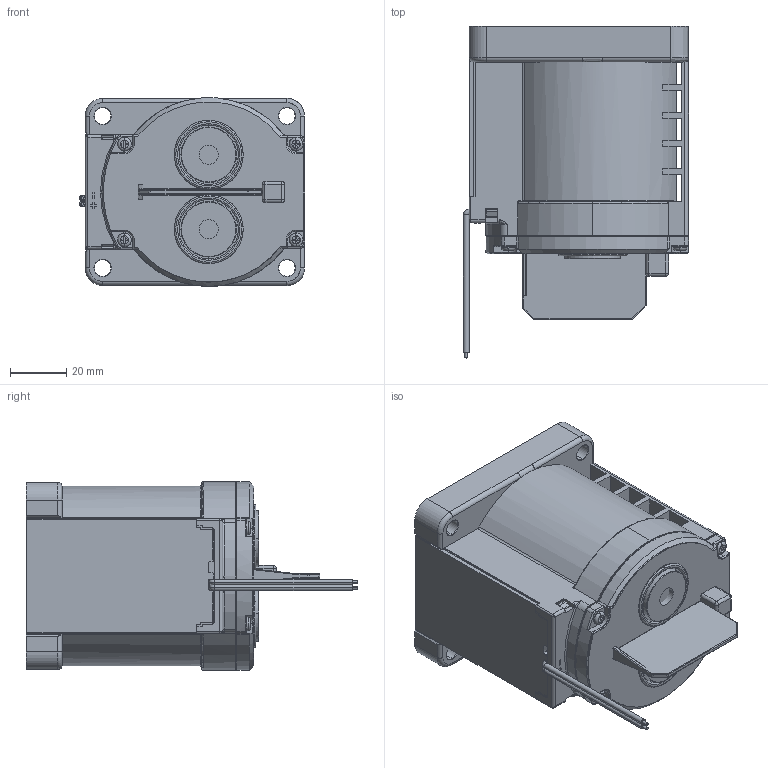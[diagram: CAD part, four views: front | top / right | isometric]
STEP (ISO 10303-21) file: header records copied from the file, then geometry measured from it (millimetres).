
FILE_DESCRIPTION((''),'2;1');
FILE_NAME('5-EVD600E1--0001_ASM','2024-04-13T14:37:09',('Fiona.Li'),(''),'CREO PARAMETRIC BY PTC INC, 2021063','CREO PARAMETRIC BY PTC INC, 2021063','');
FILE_SCHEMA(('CONFIG_CONTROL_DESIGN'));
Length unit declared in the file: millimetre
Products named in the file (2): _5-EVD600E1--0001; 5-EVD600E1--0001_ASM
Assembly tree (1 placements, depth 2):
  5-EVD600E1--0001_ASM
    _5-EVD600E1--0001
Bounding box: 80.1 x 118.1 x 67.2 mm (x, y, z)
Volume: 1037.1 mm3; surface area: 55418.9 mm2
Topology: 1 solids, 15 shells, 541 faces, 1937 edges, 1338 vertices
Faces by surface type: plane 267, cylinder 181, torus 45, cone 24, bspline 16, extrusion 4, sphere 4
Entity records: 23346 total; most frequent: CARTESIAN_POINT 7302, DIRECTION 3183, ORIENTED_EDGE 3158, EDGE_CURVE 1928, VERTEX_POINT 1338, VECTOR 1175, LINE 1171, AXIS2_PLACEMENT_3D 1004
